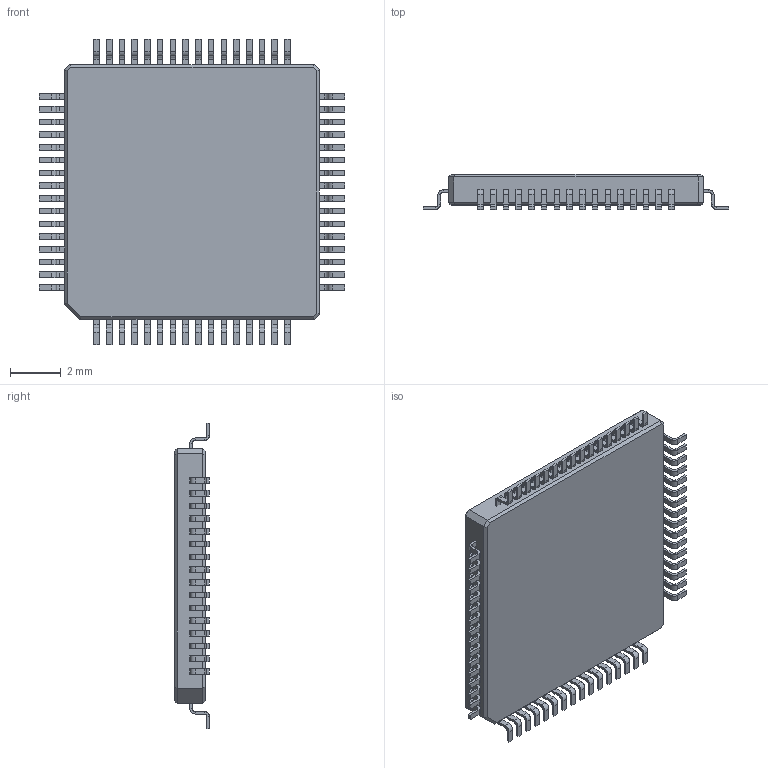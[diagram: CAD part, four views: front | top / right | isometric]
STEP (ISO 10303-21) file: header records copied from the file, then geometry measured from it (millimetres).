
FILE_DESCRIPTION (( 'STEP AP214' ), '1' );
FILE_NAME ('TQFP64.STEP', '2015-05-27T19:19:17', ( '' ), ( '' ), 'SwSTEP 2.0', 'SolidWorks 2014', '' );
FILE_SCHEMA (( 'AUTOMOTIVE_DESIGN' ));
Length unit declared in the file: millimetre
Products named in the file (1): TQFP64
Bounding box: 12 x 1.36 x 12 mm (x, y, z)
Volume: 128.9 mm3; surface area: 474.6 mm2
Topology: 2 solids, 2 shells, 1307 faces, 2866 edges, 1564 vertices
Faces by surface type: plane 1049, cylinder 258
Entity records: 34252 total; most frequent: DIRECTION 5998, CARTESIAN_POINT 5738, ORIENTED_EDGE 5732, EDGE_CURVE 2866, VECTOR 2350, LINE 2350, AXIS2_PLACEMENT_3D 1824, VERTEX_POINT 1564
